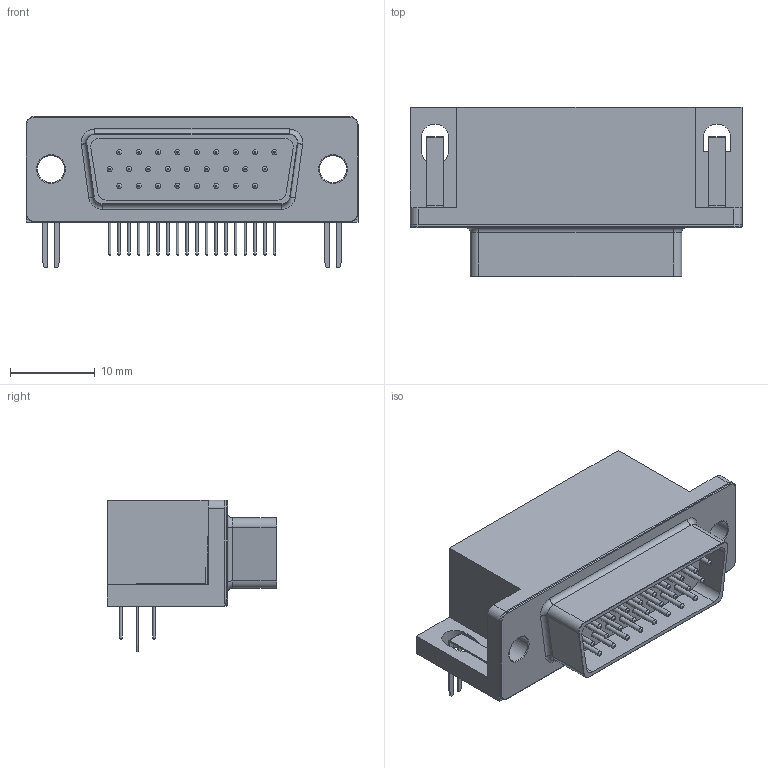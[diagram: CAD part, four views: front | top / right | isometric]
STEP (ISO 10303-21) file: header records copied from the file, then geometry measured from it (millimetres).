
FILE_DESCRIPTION(/* description */ ('model of DSUB-26-HD_Male_Horizontal_P2.29x1.98mm_EdgePinOffset8.35mm_Housed_MountingHolesOffset10.89mm'),/* implementation_level */ '2;1');
FILE_NAME(/* name */ 'DSUB-26-HD_Male_Horizontal_P2.29x1.98mm_EdgePinOffset8.35mm_Housed_MountingHolesOffset10.89mm.step',/* time_stamp */ '2019-01-05T14:18:18',/* author */ ('kicad StepUp','ksu'),/* organization */ ('FreeCAD'),/* preprocessor_version */ 'OCC',/* originating_system */ 'kicad StepUp',/* authorisation */ '');
FILE_SCHEMA(('AUTOMOTIVE_DESIGN { 1 0 10303 214 1 1 1 1 }'));
Length unit declared in the file: millimetre
Products named in the file (1): DSUB_61_male
Bounding box: 39.2 x 19.99 x 17.9 mm (x, y, z)
Volume: 6121.4 mm3; surface area: 3690.2 mm2
Topology: 1 solids, 2 shells, 308 faces, 654 edges, 406 vertices
Faces by surface type: plane 125, cylinder 113, revolution 56, torus 10, cone 4
Full cylindrical faces by diameter (mm): 0.3 x26, 0.6 x52, 3.2 x2, 4 x2
Entity records: 11333 total; most frequent: CARTESIAN_POINT 2098, DIRECTION 1560, ORIENTED_EDGE 1308, EDGE_CURVE 654, AXIS2_PLACEMENT_3D 603, FACE_BOUND 424, EDGE_LOOP 424, VERTEX_POINT 406
